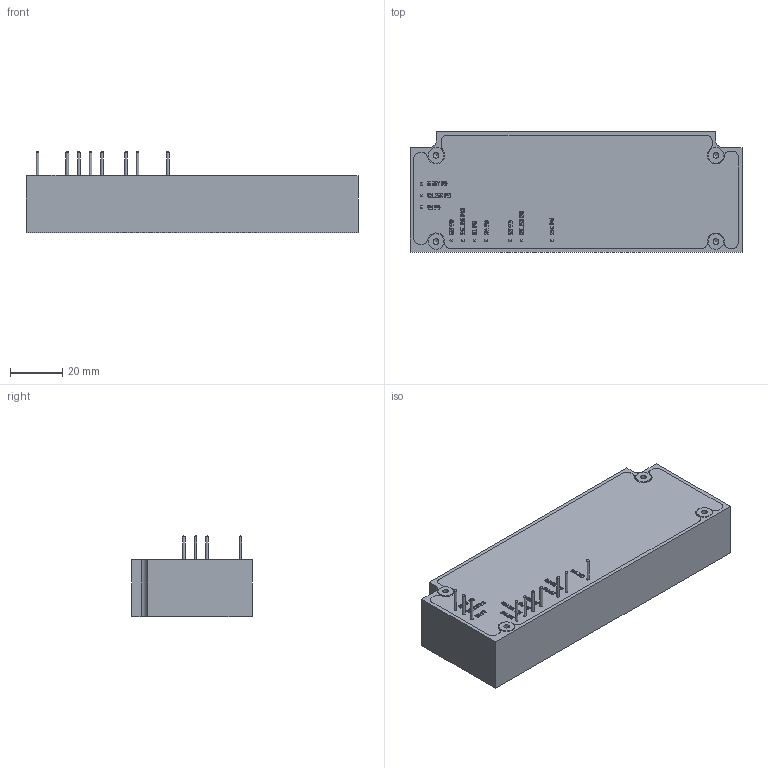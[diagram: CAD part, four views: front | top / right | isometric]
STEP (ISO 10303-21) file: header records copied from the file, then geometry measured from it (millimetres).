
FILE_DESCRIPTION(/* description */ ('Unknown'),/* implementation_level */ '2;1');
FILE_NAME(/* name */ 'M8263001',/* time_stamp */ '2020-04-18T16:41:51-04:00',/* author */ ('Unknown'),/* organization */ ('Unknown'),/* preprocessor_version */ 'ST-DEVELOPER v16.7',/* originating_system */ 'DEX',/* authorisation */ $);
FILE_SCHEMA (('CONFIG_CONTROL_DESIGN'));
Length unit declared in the file: millimetre
Products named in the file (1): M8263001
Bounding box: 127 x 46 x 31 mm (x, y, z)
Volume: 124535.9 mm3; surface area: 19422.7 mm2
Topology: 1 solids, 1 shells, 791 faces, 2014 edges, 1352 vertices
Faces by surface type: plane 587, bspline 170, cylinder 20, torus 10, cone 4
Full cylindrical faces by diameter (mm): 1.02 x10, 2.156 x4, 6 x4
Entity records: 35538 total; most frequent: CARTESIAN_POINT 13920, ORIENTED_EDGE 3920, DIRECTION 2032, EDGE_CURVE 1960, VERTEX_POINT 1338, B_SPLINE_CURVE_WITH_KNOTS 1240, FACE_BOUND 958, EDGE_LOOP 954
